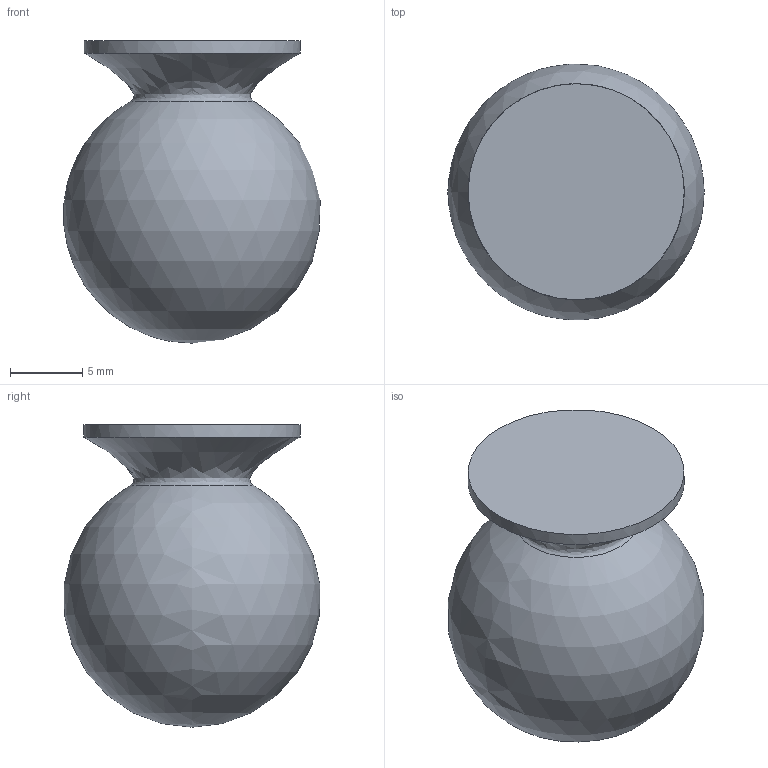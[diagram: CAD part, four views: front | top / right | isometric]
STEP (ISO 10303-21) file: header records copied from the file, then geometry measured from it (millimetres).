
FILE_DESCRIPTION(/* description */ (''),/* implementation_level */ '2;1');
FILE_NAME(/* name */ 'Ball v3.step',/* time_stamp */ '2021-02-11T22:29:51+01:00',/* author */ (''),/* organization */ (''),/* preprocessor_version */ 'ST-DEVELOPER v18.1',/* originating_system */ 'Autodesk Translation Framework v9.7.1.1290',/* authorisation */ '');
FILE_SCHEMA (('AUTOMOTIVE_DESIGN { 1 0 10303 214 3 1 1 }'));
Length unit declared in the file: millimetre
Products named in the file (1): Ball
Bounding box: 17.72 x 17.66 x 20.9 mm (x, y, z)
Volume: 3366.9 mm3; surface area: 1324.8 mm2
Topology: 1 solids, 1 shells, 4 faces, 9 edges, 6 vertices
Faces by surface type: bspline 1, cylinder 1, plane 1, sphere 1
Full cylindrical faces by diameter (mm): 14.933 x1
Entity records: 308 total; most frequent: CARTESIAN_POINT 185, DIRECTION 17, ORIENTED_EDGE 16, EDGE_CURVE 8, AXIS2_PLACEMENT_3D 8, VERTEX_POINT 6, FACE_OUTER_BOUND 4, EDGE_LOOP 4
